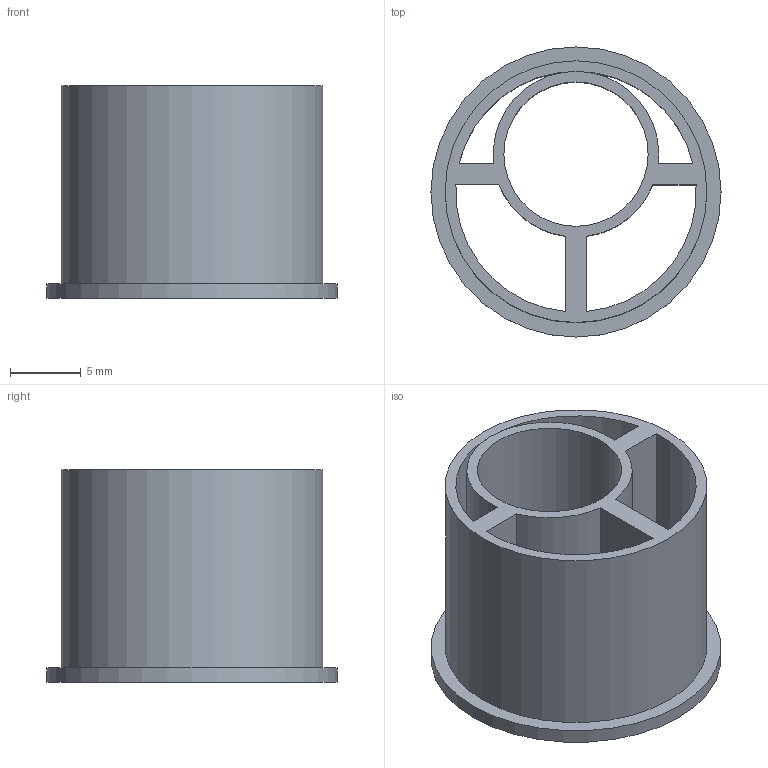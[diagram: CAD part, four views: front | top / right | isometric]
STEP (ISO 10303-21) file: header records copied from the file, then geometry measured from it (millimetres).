
FILE_DESCRIPTION(/* description */ ('Alibre Inc.'),/* implementation_level */ '2;1');
FILE_NAME(/* name */ 'export-BEF74865-914E-4373-AF95-31C794D1BD34',/* time_stamp */ '2025-06-25T18:50:34-06:00',/* author */ (''),/* organization */ (''),/* preprocessor_version */ 'ST-DEVELOPER v17',/* originating_system */ 'Alibre',/* authorisation */ '');
FILE_SCHEMA (('CONFIG_CONTROL_DESIGN'));
Length unit declared in the file: centimetre
Bounding box: 20.5 x 20.5 x 15 mm (x, y, z)
Volume: 1318.1 mm3; surface area: 3188.5 mm2
Topology: 1 solids, 1 shells, 20 faces, 51 edges, 33 vertices
Faces by surface type: cylinder 11, plane 9
Full cylindrical faces by diameter (mm): 10.2 x1, 18.5 x1, 20.5 x1
Entity records: 595 total; most frequent: ORIENTED_EDGE 96, CARTESIAN_POINT 81, DIRECTION 64, EDGE_CURVE 47, VERTEX_POINT 32, EDGE_LOOP 32, FACE_BOUND 32, VECTOR 25
